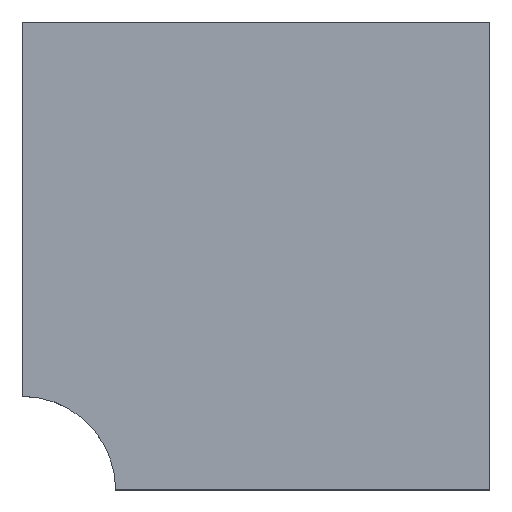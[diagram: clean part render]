
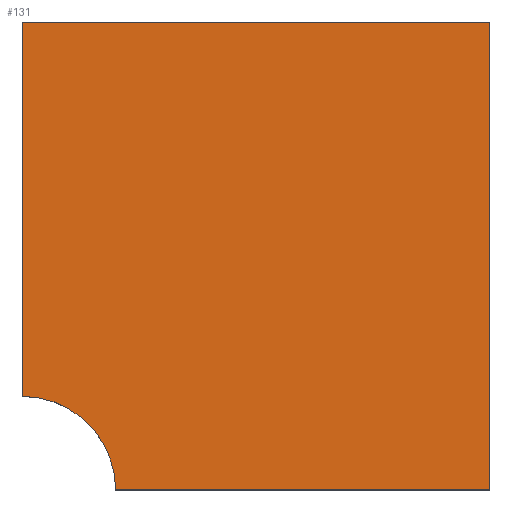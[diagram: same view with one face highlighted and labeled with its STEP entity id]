
A CAD part, top view. The second image highlights one B-rep face of the part: STEP entity #131.
In plain terms, the highlighted planar face has unit normal (0, 0, 1).
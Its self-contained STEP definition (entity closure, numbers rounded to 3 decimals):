
#11 = CARTESIAN_POINT ( 'NONE',  ( 0., 4., 1. ) ) ;
#24 = CARTESIAN_POINT ( 'NONE',  ( 0., 0., 1. ) ) ;
#26 = EDGE_CURVE ( 'NONE', #80, #45, #264, .T. ) ;
#27 = LINE ( 'NONE', #65, #143 ) ;
#36 = LINE ( 'NONE', #157, #248 ) ;
#39 = EDGE_CURVE ( 'NONE', #40, #80, #201, .T. ) ;
#40 = VERTEX_POINT ( 'NONE', #215 ) ;
#45 = VERTEX_POINT ( 'NONE', #11 ) ;
#46 = CARTESIAN_POINT ( 'NONE',  ( 4., 0., 1. ) ) ;
#53 = FACE_OUTER_BOUND ( 'NONE', #255, .T. ) ;
#54 = AXIS2_PLACEMENT_3D ( 'NONE', #242, #132, #130 ) ;
#60 = EDGE_CURVE ( 'NONE', #154, #202, #27, .T. ) ;
#65 = CARTESIAN_POINT ( 'NONE',  ( -20., 20., 1. ) ) ;
#67 = ORIENTED_EDGE ( 'NONE', *, *, #140, .T. ) ;
#73 = AXIS2_PLACEMENT_3D ( 'NONE', #184, #162, #221 ) ;
#77 = DIRECTION ( 'NONE',  ( 0., 1., 0. ) ) ;
#80 = VERTEX_POINT ( 'NONE', #46 ) ;
#89 = DIRECTION ( 'NONE',  ( -1., 0., 0. ) ) ;
#94 = CARTESIAN_POINT ( 'NONE',  ( 20., 20., 1. ) ) ;
#107 = DIRECTION ( 'NONE',  ( -1., 0., 0. ) ) ;
#127 = ORIENTED_EDGE ( 'NONE', *, *, #144, .F. ) ;
#128 = ORIENTED_EDGE ( 'NONE', *, *, #26, .F. ) ;
#130 = DIRECTION ( 'NONE',  ( 1., 0., 0. ) ) ;
#131 = ADVANCED_FACE ( 'NONE', ( #53 ), #266, .F. ) ;
#132 = DIRECTION ( 'NONE',  ( 0., 0., 1. ) ) ;
#139 = CARTESIAN_POINT ( 'NONE',  ( 0., 20., 1. ) ) ;
#140 = EDGE_CURVE ( 'NONE', #40, #154, #205, .T. ) ;
#141 = CARTESIAN_POINT ( 'NONE',  ( 20., -20., 1. ) ) ;
#143 = VECTOR ( 'NONE', #89, 1000. ) ;
#144 = EDGE_CURVE ( 'NONE', #45, #202, #36, .T. ) ;
#150 = ORIENTED_EDGE ( 'NONE', *, *, #39, .F. ) ;
#154 = VERTEX_POINT ( 'NONE', #94 ) ;
#157 = CARTESIAN_POINT ( 'NONE',  ( 0., 20., 1. ) ) ;
#162 = DIRECTION ( 'NONE',  ( 0., 0., -1. ) ) ;
#178 = VECTOR ( 'NONE', #107, 1000. ) ;
#184 = CARTESIAN_POINT ( 'NONE',  ( 0., 0., 1. ) ) ;
#201 = LINE ( 'NONE', #24, #178 ) ;
#202 = VERTEX_POINT ( 'NONE', #139 ) ;
#205 = LINE ( 'NONE', #141, #270 ) ;
#215 = CARTESIAN_POINT ( 'NONE',  ( 20., 0., 1. ) ) ;
#221 = DIRECTION ( 'NONE',  ( -1., 0., 0. ) ) ;
#242 = CARTESIAN_POINT ( 'NONE',  ( 0., 0., 1. ) ) ;
#248 = VECTOR ( 'NONE', #268, 1000. ) ;
#255 = EDGE_LOOP ( 'NONE', ( #128, #150, #67, #263, #127 ) ) ;
#263 = ORIENTED_EDGE ( 'NONE', *, *, #60, .T. ) ;
#264 = CIRCLE ( 'NONE', #54, 4. ) ;
#266 = PLANE ( 'NONE',  #73 ) ;
#268 = DIRECTION ( 'NONE',  ( 0., 1., 0. ) ) ;
#270 = VECTOR ( 'NONE', #77, 1000. ) ;
